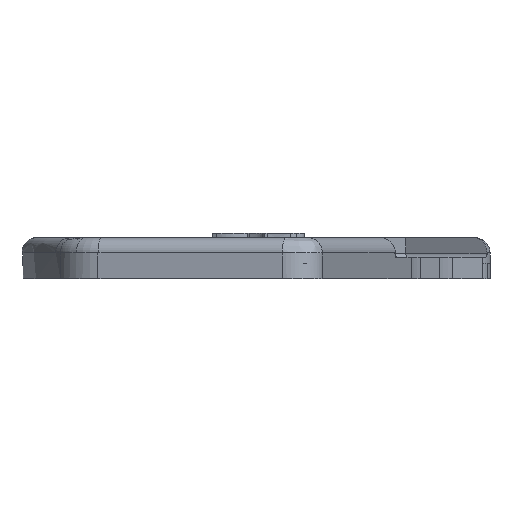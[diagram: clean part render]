
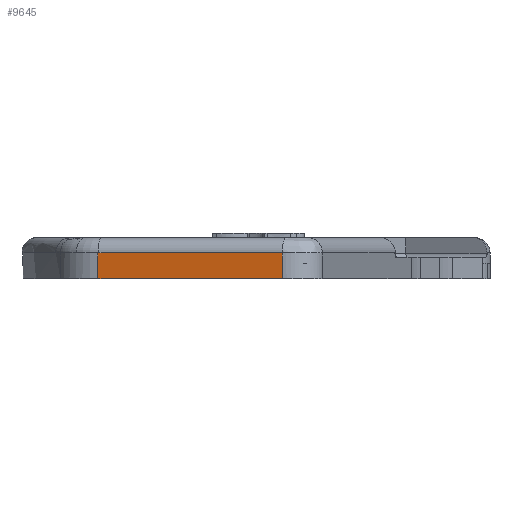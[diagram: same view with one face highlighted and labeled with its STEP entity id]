
A CAD part, left-side view. The second image highlights one B-rep face of the part: STEP entity #9645.
In plain terms, the highlighted planar face has unit normal (-0.966, 0.259, 0).
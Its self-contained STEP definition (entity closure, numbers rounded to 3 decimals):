
#1024=FACE_OUTER_BOUND('',#1580,.T.);
#1580=EDGE_LOOP('',(#7883,#7884,#7885,#7886));
#2310=LINE('',#16030,#3335);
#2421=LINE('',#16298,#3446);
#2425=LINE('',#16664,#3450);
#2426=LINE('',#16666,#3451);
#3335=VECTOR('',#11811,10.);
#3446=VECTOR('',#12002,10.);
#3450=VECTOR('',#12076,10.);
#3451=VECTOR('',#12079,10.);
#4424=VERTEX_POINT('',#16018);
#4425=VERTEX_POINT('',#16029);
#4528=VERTEX_POINT('',#16292);
#4529=VERTEX_POINT('',#16296);
#5609=EDGE_CURVE('',#4424,#4425,#2310,.T.);
#5734=EDGE_CURVE('',#4528,#4529,#2421,.T.);
#5766=EDGE_CURVE('',#4424,#4529,#2425,.T.);
#5767=EDGE_CURVE('',#4425,#4528,#2426,.T.);
#7883=ORIENTED_EDGE('',*,*,#5734,.F.);
#7884=ORIENTED_EDGE('',*,*,#5767,.F.);
#7885=ORIENTED_EDGE('',*,*,#5609,.F.);
#7886=ORIENTED_EDGE('',*,*,#5766,.T.);
#9140=PLANE('',#10330);
#9645=ADVANCED_FACE('',(#1024),#9140,.T.);
#10330=AXIS2_PLACEMENT_3D('',#16665,#12077,#12078);
#11811=DIRECTION('',(0.259,0.966,0.));
#12002=DIRECTION('',(-0.259,-0.966,0.));
#12076=DIRECTION('',(0.,0.,1.));
#12077=DIRECTION('center_axis',(-0.966,0.259,0.));
#12078=DIRECTION('ref_axis',(-0.259,-0.966,0.));
#12079=DIRECTION('',(0.,0.,1.));
#16018=CARTESIAN_POINT('',(-6.187,14.541,-4.));
#16029=CARTESIAN_POINT('',(6.677,62.54,-4.));
#16030=CARTESIAN_POINT('',(-6.187,14.541,-4.));
#16292=CARTESIAN_POINT('',(6.677,62.54,2.7));
#16296=CARTESIAN_POINT('',(-6.187,14.541,2.7));
#16298=CARTESIAN_POINT('',(6.164,60.625,2.7));
#16664=CARTESIAN_POINT('',(-6.187,14.541,0.));
#16665=CARTESIAN_POINT('Origin',(6.677,62.54,0.));
#16666=CARTESIAN_POINT('',(6.677,62.54,0.));
